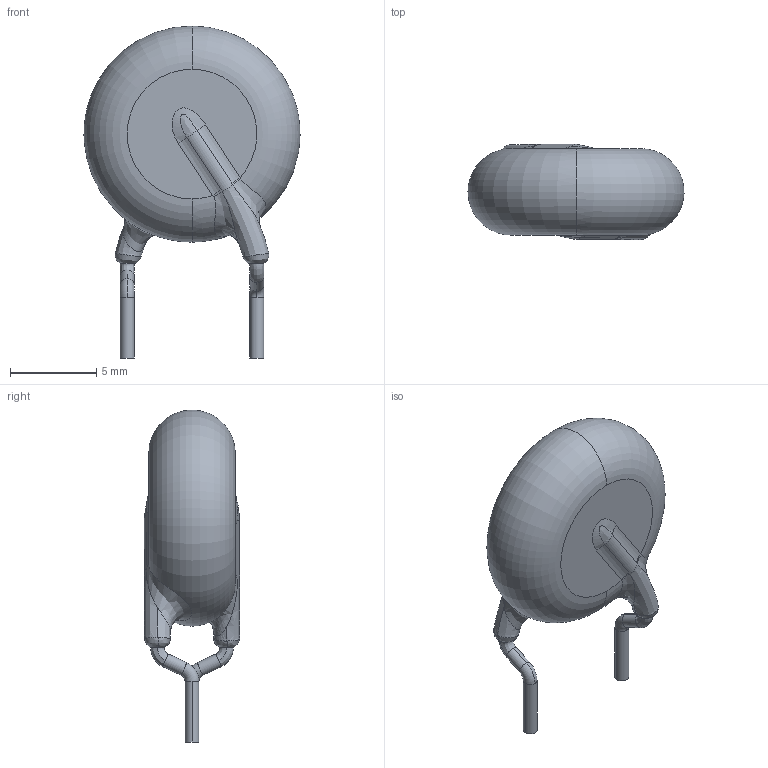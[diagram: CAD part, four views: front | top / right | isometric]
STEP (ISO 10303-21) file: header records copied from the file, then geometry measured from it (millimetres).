
FILE_DESCRIPTION (( 'STEP AP214' ), '1' );
FILE_NAME ('RES-TH_L12.5-W5.5-H16.5-P7.50-D0.8.step', '2022-07-28T09:31:54', ( '' ), ( '' ), 'SwSTEP 2.0', 'SolidWorks 2020', '' );
FILE_SCHEMA (( 'AUTOMOTIVE_DESIGN' ));
Length unit declared in the file: millimetre
Products named in the file (1): RES-TH_L12.5-W5.5-H16.5-P7.50-D0.8
Bounding box: 12.5 x 5.5 x 19.2 mm (x, y, z)
Volume: 544 mm3; surface area: 491.7 mm2
Topology: 14 solids, 14 shells, 277 faces, 731 edges, 482 vertices
Faces by surface type: plane 137, bspline 120, cylinder 14, torus 6
Entity records: 15403 total; most frequent: CARTESIAN_POINT 6125, ORIENTED_EDGE 1462, DIRECTION 861, EDGE_CURVE 731, VERTEX_POINT 482, VECTOR 433, LINE 433, UNCERTAINTY_MEASURE_WITH_UNIT 293
